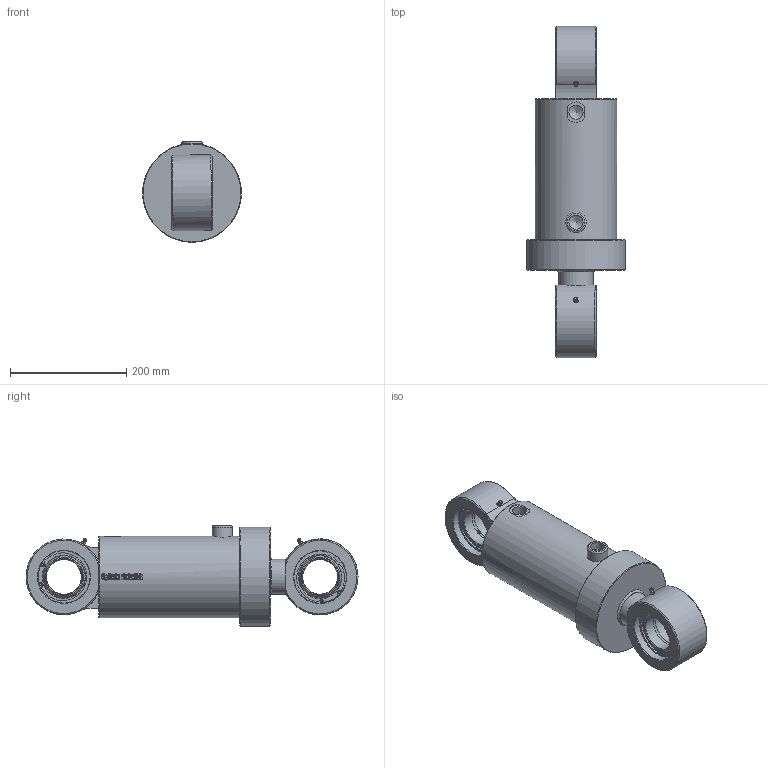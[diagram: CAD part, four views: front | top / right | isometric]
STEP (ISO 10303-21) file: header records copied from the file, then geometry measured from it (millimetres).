
FILE_DESCRIPTION((''),'2;1');
FILE_NAME('DVL125_60.stp','2010-01-22T11:11:15',('tribel'),(''),'Autodesk Inventor 2009','Autodesk Inventor 2009','');
FILE_SCHEMA(('AUTOMOTIVE_DESIGN { 1 0 10303 214 1 1 1 1 }'));
Length unit declared in the file: millimetre
Products named in the file (6): DVL125_60; DVL125_60_body; DVL125_60_stang; DVL125_60_Parameters; Klinkby.Øye60.komplett; Sveis
Assembly tree (7 placements, depth 2):
  DVL125_60
    DVL125_60_body
    DVL125_60_stang
    DVL125_60_Parameters
    Klinkby.Øye60.komplett  x2
    Sveis  x2
Bounding box: 170 x 570.16 x 173 mm (x, y, z)
Volume: 4587200 mm3; surface area: 593282.6 mm2
Topology: 6 solids, 7 shells, 683 faces, 1779 edges, 1157 vertices
Faces by surface type: plane 322, bspline 158, cylinder 121, cone 62, torus 13, sphere 7
Full cylindrical faces by diameter (mm): 3 x2, 3.5 x8, 5.143 x4, 6 x2, 6.2 x4, 35 x1, 60 x6, 90 x4, 90.159 x6, 93.659 x4, 125 x2, 140 x1, 170 x1
Entity records: 47539 total; most frequent: CARTESIAN_POINT 34915, ORIENTED_EDGE 2790, DIRECTION 1991, EDGE_CURVE 1397, VERTEX_POINT 948, AXIS2_PLACEMENT_3D 729, EDGE_LOOP 696, FACE_OUTER_BOUND 567
